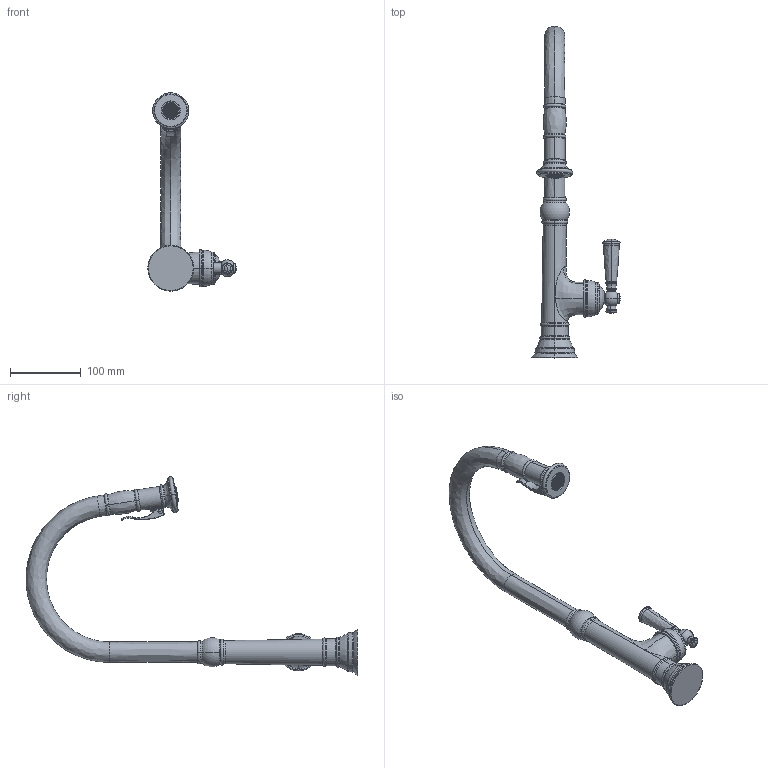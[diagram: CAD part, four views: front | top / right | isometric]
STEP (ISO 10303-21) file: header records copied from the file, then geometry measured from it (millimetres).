
FILE_DESCRIPTION((''),'2;1');
FILE_NAME('2470-5173','2024-10-04T19:52:41',('nehatek'),(''),'CREO PARAMETRIC BY PTC INC, 2023134','CREO PARAMETRIC BY PTC INC, 2023134','');
FILE_SCHEMA(('CONFIG_CONTROL_DESIGN'));
Length unit declared in the file: inch
Products named in the file (1): 2470-5173
Bounding box: 124.68 x 468.08 x 279.84 mm (x, y, z)
Volume: 748914.1 mm3; surface area: 104051.5 mm2
Topology: 1 solids, 1 shells, 1372 faces, 3419 edges, 2178 vertices
Faces by surface type: plane 892, cylinder 197, torus 141, bspline 59, cone 40, sphere 29, revolution 14
Entity records: 45162 total; most frequent: CARTESIAN_POINT 12313, ORIENTED_EDGE 6818, DIRECTION 6695, EDGE_CURVE 3409, VECTOR 2377, LINE 2377, VERTEX_POINT 2178, AXIS2_PLACEMENT_3D 2152
